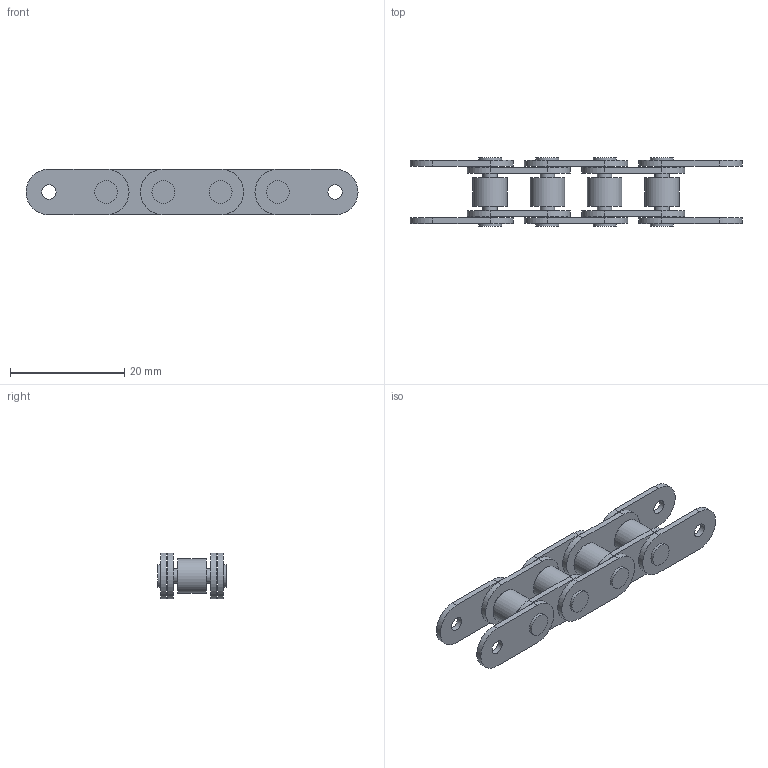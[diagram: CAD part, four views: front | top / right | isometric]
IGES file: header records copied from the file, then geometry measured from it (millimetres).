
Global section: file name: 909007.stp.ipt; native system: Autodesk Inventor 2014; preprocessor: unknown; author: zeman; date: 20151016.131659; units: millimetre
Bounding box: 58 x 12 x 8 mm (x, y, z)
Volume: 1723.6 mm3; surface area: 4244.2 mm2
Topology: 18 solids, 18 shells, 124 faces, 240 edges, 160 vertices
Faces by surface type: plane 64, cylinder 36, revolution 24
Full cylindrical faces by diameter (mm): 2.5 x4, 4 x8, 6 x4
